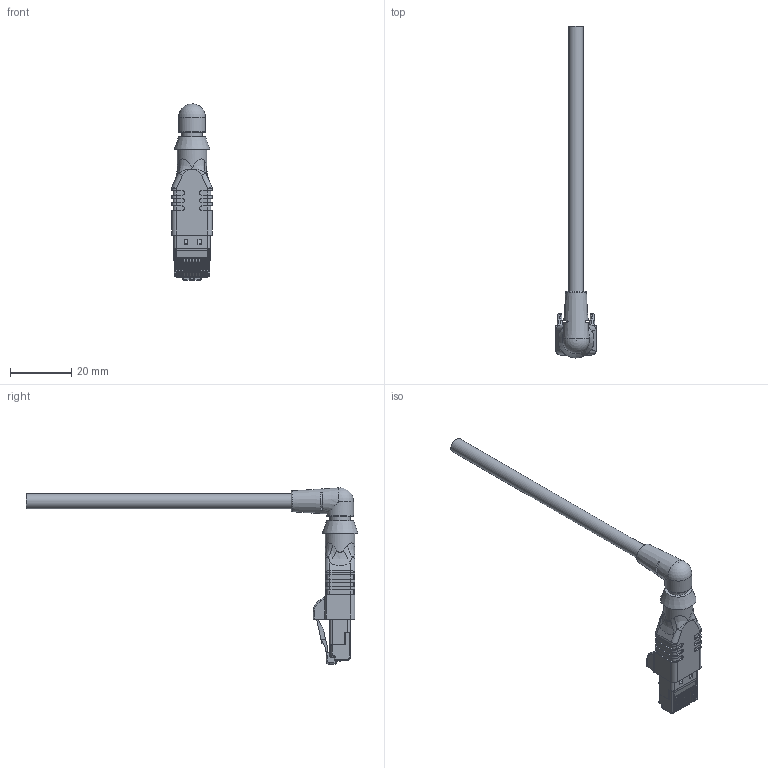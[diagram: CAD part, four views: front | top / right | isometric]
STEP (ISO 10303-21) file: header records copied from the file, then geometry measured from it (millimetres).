
FILE_DESCRIPTION(/* description */ (''),/* implementation_level */ '2;1');
FILE_NAME(/* name */ 'IE-W6RJ45SS8-m.stp',/* time_stamp */ '2018-01-30T10:31:37+01:00',/* author */ (''),/* organization */ (''),/* preprocessor_version */ 'ST-DEVELOPER v16',/* originating_system */ 'SIEMENS PLM Software NX 10.0',/* authorisation */ '');
FILE_SCHEMA (('AUTOMOTIVE_DESIGN { 1 0 10303 214 3 1 1 1 }'));
Length unit declared in the file: millimetre
Products named in the file (1): IE-W6RJ45SS8-m
Bounding box: 13.3 x 108.22 x 57.5 mm (x, y, z)
Volume: 7042.3 mm3; surface area: 4447.5 mm2
Topology: 1 solids, 1 shells, 665 faces, 1765 edges, 1103 vertices
Faces by surface type: plane 317, cylinder 254, torus 42, bspline 35, sphere 9, extrusion 6, cone 2
Full cylindrical faces by diameter (mm): 4.8 x1, 6.7 x1, 8.8 x1, 9.6 x1
Entity records: 21075 total; most frequent: CARTESIAN_POINT 4571, ORIENTED_EDGE 3476, DIRECTION 3472, EDGE_CURVE 1738, AXIS2_PLACEMENT_3D 1184, VECTOR 1104, LINE 1098, VERTEX_POINT 1096
